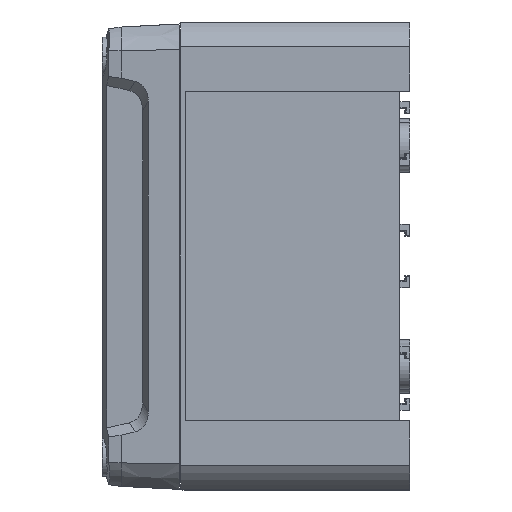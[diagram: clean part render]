
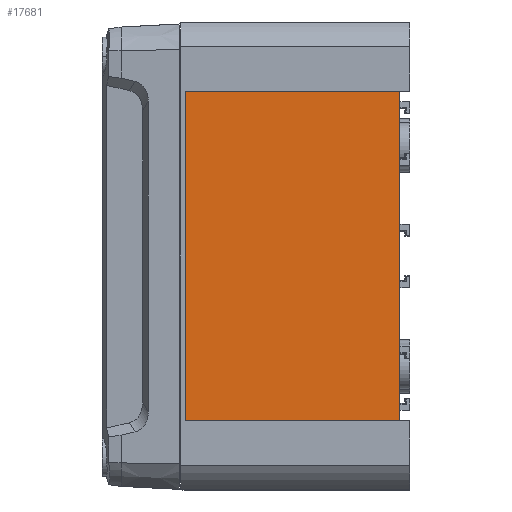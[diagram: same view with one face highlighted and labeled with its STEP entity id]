
A CAD part, left-side view. The second image highlights one B-rep face of the part: STEP entity #17681.
In plain terms, the highlighted planar face has unit normal (-1, 0, 0).
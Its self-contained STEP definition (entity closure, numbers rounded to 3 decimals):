
#1028 = DIRECTION ( 'NONE',  ( 0., 0., 1. ) ) ;
#1052 = ORIENTED_EDGE ( 'NONE', *, *, #26682, .T. ) ;
#2863 = CARTESIAN_POINT ( 'NONE',  ( -118.841, 0., 0. ) ) ;
#3258 = LINE ( 'NONE', #5833, #12713 ) ;
#3286 = LINE ( 'NONE', #20309, #21483 ) ;
#3646 = LINE ( 'NONE', #28358, #14670 ) ;
#4112 = EDGE_CURVE ( 'NONE', #28252, #11759, #5967, .T. ) ;
#5174 = VERTEX_POINT ( 'NONE', #18647 ) ;
#5833 = CARTESIAN_POINT ( 'NONE',  ( -118.841, 0., 0. ) ) ;
#5967 = LINE ( 'NONE', #12910, #20639 ) ;
#6097 = CARTESIAN_POINT ( 'NONE',  ( -118.841, 87.5, -67.2 ) ) ;
#9795 = EDGE_CURVE ( 'NONE', #5174, #28252, #3286, .T. ) ;
#11759 = VERTEX_POINT ( 'NONE', #18248 ) ;
#12698 = DIRECTION ( 'NONE',  ( -1., 0., 0. ) ) ;
#12713 = VECTOR ( 'NONE', #1028, 1000. ) ;
#12910 = CARTESIAN_POINT ( 'NONE',  ( -118.841, 87.5, -67.2 ) ) ;
#13112 = ORIENTED_EDGE ( 'NONE', *, *, #9795, .T. ) ;
#14207 = AXIS2_PLACEMENT_3D ( 'NONE', #2863, #12698, #22460 ) ;
#14670 = VECTOR ( 'NONE', #25944, 1000. ) ;
#15253 = FACE_OUTER_BOUND ( 'NONE', #28310, .T. ) ;
#15444 = EDGE_CURVE ( 'NONE', #26183, #5174, #3646, .T. ) ;
#17681 = ADVANCED_FACE ( 'NONE', ( #15253 ), #24863, .T. ) ;
#18248 = CARTESIAN_POINT ( 'NONE',  ( -118.841, 0., -67.2 ) ) ;
#18519 = ORIENTED_EDGE ( 'NONE', *, *, #15444, .T. ) ;
#18647 = CARTESIAN_POINT ( 'NONE',  ( -118.841, 87.5, 67.2 ) ) ;
#20309 = CARTESIAN_POINT ( 'NONE',  ( -118.841, 87.5, -67.2 ) ) ;
#20564 = DIRECTION ( 'NONE',  ( 0., -1., 0. ) ) ;
#20639 = VECTOR ( 'NONE', #20564, 1000. ) ;
#21483 = VECTOR ( 'NONE', #30107, 1000. ) ;
#21854 = ORIENTED_EDGE ( 'NONE', *, *, #4112, .T. ) ;
#22093 = CARTESIAN_POINT ( 'NONE',  ( -118.841, 0., 67.2 ) ) ;
#22460 = DIRECTION ( 'NONE',  ( 0., 0., 1. ) ) ;
#24863 = PLANE ( 'NONE',  #14207 ) ;
#25944 = DIRECTION ( 'NONE',  ( 0., 1., 0. ) ) ;
#26183 = VERTEX_POINT ( 'NONE', #22093 ) ;
#26682 = EDGE_CURVE ( 'NONE', #11759, #26183, #3258, .T. ) ;
#28252 = VERTEX_POINT ( 'NONE', #6097 ) ;
#28310 = EDGE_LOOP ( 'NONE', ( #21854, #1052, #18519, #13112 ) ) ;
#28358 = CARTESIAN_POINT ( 'NONE',  ( -118.841, 87.5, 67.2 ) ) ;
#30107 = DIRECTION ( 'NONE',  ( 0., 0., -1. ) ) ;
